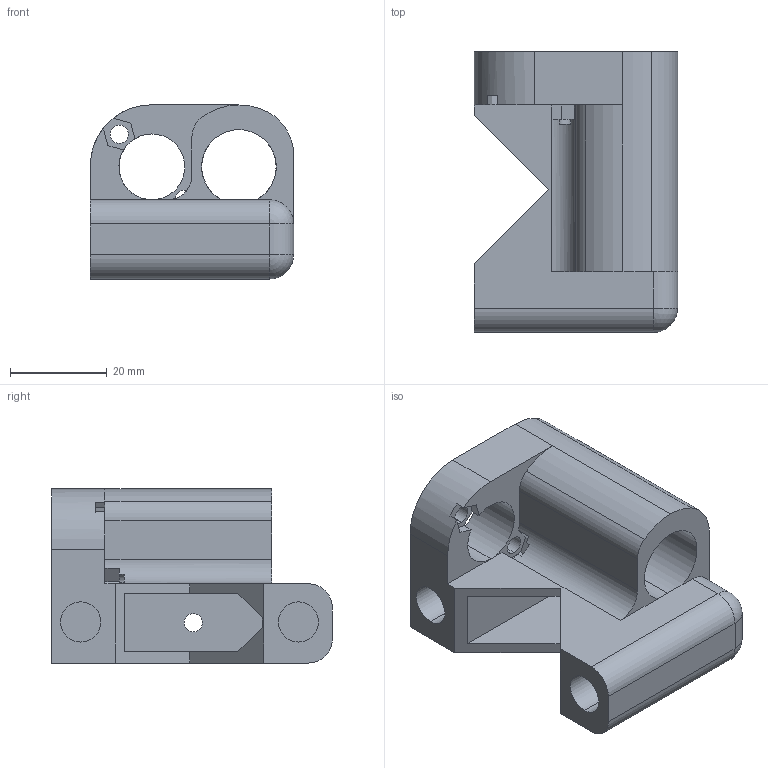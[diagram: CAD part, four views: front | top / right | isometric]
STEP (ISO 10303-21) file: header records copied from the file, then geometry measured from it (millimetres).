
FILE_DESCRIPTION (( 'STEP AP214' ), '1' );
FILE_NAME ('302 X Idler.STEP', '2021-03-17T18:52:38', ( '' ), ( '' ), 'SwSTEP 2.0', 'SolidWorks 2019', '' );
FILE_SCHEMA (( 'AUTOMOTIVE_DESIGN' ));
Length unit declared in the file: millimetre
Products named in the file (1): 302 X Idler
Bounding box: 42 x 58 x 36 mm (x, y, z)
Volume: 33723.7 mm3; surface area: 16698.7 mm2
Topology: 1 solids, 1 shells, 66 faces, 180 edges, 115 vertices
Faces by surface type: plane 36, cylinder 28, sphere 2
Entity records: 2133 total; most frequent: DIRECTION 377, CARTESIAN_POINT 360, ORIENTED_EDGE 356, EDGE_CURVE 178, AXIS2_PLACEMENT_3D 132, VERTEX_POINT 115, VECTOR 113, LINE 113
